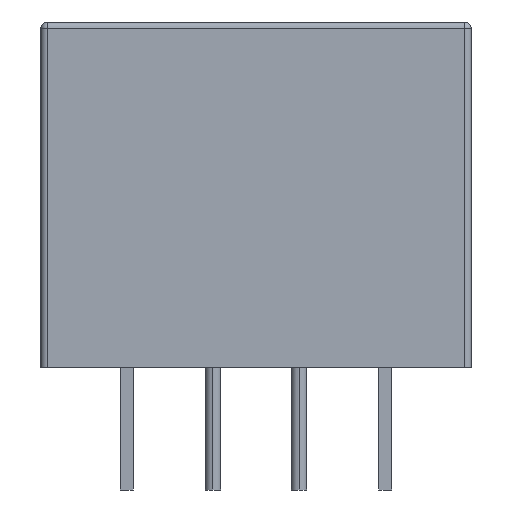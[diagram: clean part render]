
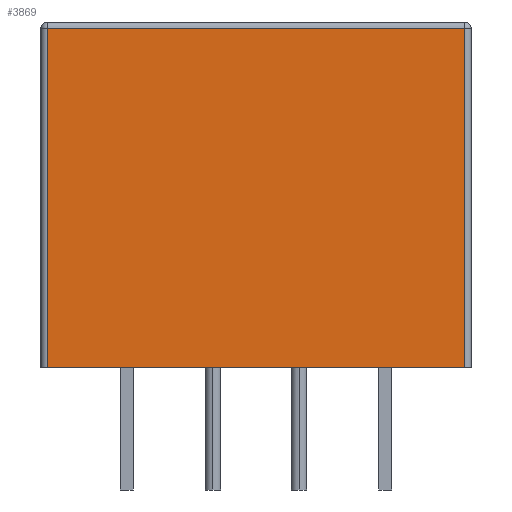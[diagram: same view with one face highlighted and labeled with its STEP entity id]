
A CAD part, left-side view. The second image highlights one B-rep face of the part: STEP entity #3869.
In plain terms, the highlighted planar face has unit normal (-1, 0, 0).
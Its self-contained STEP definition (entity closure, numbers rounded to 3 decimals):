
#3681=CARTESIAN_POINT('',(-5.08,-6.15,10.0));
#3682=VERTEX_POINT('',#3681);
#3696=CARTESIAN_POINT('',(-5.08,6.15,10.0));
#3697=VERTEX_POINT('',#3696);
#3705=CARTESIAN_POINT('',(-5.08,6.15,10.0));
#3706=DIRECTION('',(0.0,-1.0,0.0));
#3707=VECTOR('',#3706,12.3);
#3708=LINE('',#3705,#3707);
#3709=EDGE_CURVE('',#3697,#3682,#3708,.T.);
#3827=CARTESIAN_POINT('',(-5.08,-6.15,0.0));
#3828=VERTEX_POINT('',#3827);
#3829=CARTESIAN_POINT('',(-5.08,-6.15,0.0));
#3830=DIRECTION('',(0.0,0.0,1.0));
#3831=VECTOR('',#3830,10.0);
#3832=LINE('',#3829,#3831);
#3833=EDGE_CURVE('',#3828,#3682,#3832,.T.);
#3846=CARTESIAN_POINT('',(-5.08,-6.15,0.0));
#3847=DIRECTION('',(-1.0,0.0,0.0));
#3848=DIRECTION('',(0.0,0.0,1.0));
#3849=AXIS2_PLACEMENT_3D('',#3846,#3847,#3848);
#3850=PLANE('',#3849);
#3851=ORIENTED_EDGE('',*,*,#3709,.F.);
#3852=CARTESIAN_POINT('',(-5.08,6.15,0.0));
#3853=VERTEX_POINT('',#3852);
#3854=CARTESIAN_POINT('',(-5.08,6.15,0.0));
#3855=DIRECTION('',(0.0,0.0,1.0));
#3856=VECTOR('',#3855,10.0);
#3857=LINE('',#3854,#3856);
#3858=EDGE_CURVE('',#3853,#3697,#3857,.T.);
#3859=ORIENTED_EDGE('',*,*,#3858,.F.);
#3860=CARTESIAN_POINT('',(-5.08,6.15,0.0));
#3861=DIRECTION('',(0.0,-1.0,0.0));
#3862=VECTOR('',#3861,12.3);
#3863=LINE('',#3860,#3862);
#3864=EDGE_CURVE('',#3853,#3828,#3863,.T.);
#3865=ORIENTED_EDGE('',*,*,#3864,.T.);
#3866=ORIENTED_EDGE('',*,*,#3833,.T.);
#3867=EDGE_LOOP('',(#3851,#3859,#3865,#3866));
#3868=FACE_OUTER_BOUND('',#3867,.T.);
#3869=ADVANCED_FACE('',(#3868),#3850,.T.);
